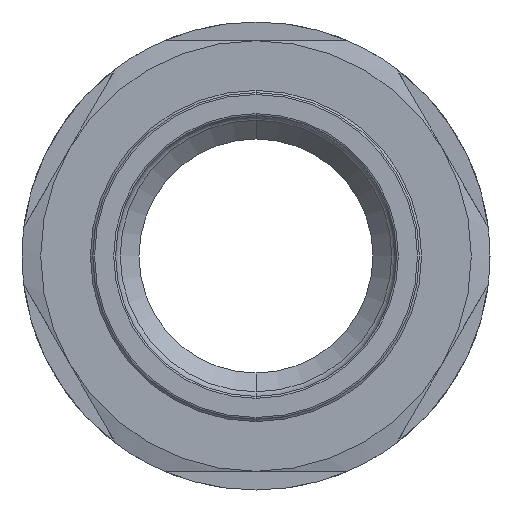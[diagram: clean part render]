
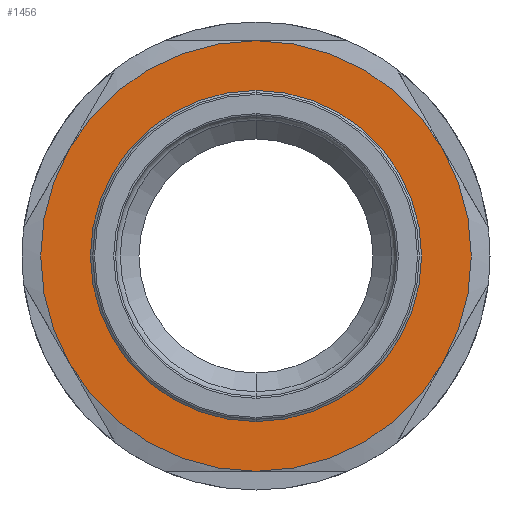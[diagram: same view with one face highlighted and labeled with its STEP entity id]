
A CAD part, front view. The second image highlights one B-rep face of the part: STEP entity #1456.
In plain terms, the highlighted planar face has unit normal (0, -1, 0).
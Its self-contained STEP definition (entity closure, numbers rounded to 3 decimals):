
#44 = DIRECTION ( 'NONE',  ( 0., 0., 1. ) ) ;
#240 = DIRECTION ( 'NONE',  ( 0., 0., -1. ) ) ;
#362 = ORIENTED_EDGE ( 'NONE', *, *, #5548, .T. ) ;
#416 = CIRCLE ( 'NONE', #5894, 17.688 ) ;
#688 = ORIENTED_EDGE ( 'NONE', *, *, #3248, .T. ) ;
#978 = VERTEX_POINT ( 'NONE', #3464 ) ;
#1456 = ADVANCED_FACE ( 'NONE', ( #13760, #6588 ), #7655, .T. ) ;
#1516 = DIRECTION ( 'NONE',  ( 0., 1., 0. ) ) ;
#1666 = ORIENTED_EDGE ( 'NONE', *, *, #7647, .F. ) ;
#1719 = AXIS2_PLACEMENT_3D ( 'NONE', #4510, #8504, #10710 ) ;
#1806 = DIRECTION ( 'NONE',  ( 0., 0., 1. ) ) ;
#2108 = VERTEX_POINT ( 'NONE', #15032 ) ;
#2426 = DIRECTION ( 'NONE',  ( 0., 1., 0. ) ) ;
#2515 = EDGE_CURVE ( 'NONE', #2900, #13931, #3834, .T. ) ;
#2585 = DIRECTION ( 'NONE',  ( 0., 0., -1. ) ) ;
#2786 = AXIS2_PLACEMENT_3D ( 'NONE', #5456, #12878, #6671 ) ;
#2900 = VERTEX_POINT ( 'NONE', #2968 ) ;
#2912 = DIRECTION ( 'NONE',  ( 0., 0., 1. ) ) ;
#2968 = CARTESIAN_POINT ( 'NONE',  ( -19.919, -26., 11.5 ) ) ;
#3026 = CARTESIAN_POINT ( 'NONE',  ( 0., -26., 0. ) ) ;
#3121 = EDGE_CURVE ( 'NONE', #13931, #978, #9015, .T. ) ;
#3248 = EDGE_CURVE ( 'NONE', #13326, #9463, #416, .T. ) ;
#3281 = AXIS2_PLACEMENT_3D ( 'NONE', #3026, #15593, #1806 ) ;
#3464 = CARTESIAN_POINT ( 'NONE',  ( 19.919, -26., 11.5 ) ) ;
#3595 = CARTESIAN_POINT ( 'NONE',  ( 0., -26., 17.688 ) ) ;
#3834 = CIRCLE ( 'NONE', #5919, 23. ) ;
#3900 = CARTESIAN_POINT ( 'NONE',  ( 0., -26., 0. ) ) ;
#4272 = ORIENTED_EDGE ( 'NONE', *, *, #7037, .F. ) ;
#4353 = AXIS2_PLACEMENT_3D ( 'NONE', #4883, #2426, #7414 ) ;
#4510 = CARTESIAN_POINT ( 'NONE',  ( 0., -26., 0. ) ) ;
#4524 = ORIENTED_EDGE ( 'NONE', *, *, #2515, .F. ) ;
#4883 = CARTESIAN_POINT ( 'NONE',  ( 0., -26., 0. ) ) ;
#5127 = VERTEX_POINT ( 'NONE', #12100 ) ;
#5456 = CARTESIAN_POINT ( 'NONE',  ( 0., -26., 0. ) ) ;
#5475 = ORIENTED_EDGE ( 'NONE', *, *, #10699, .F. ) ;
#5548 = EDGE_CURVE ( 'NONE', #9463, #13326, #7011, .T. ) ;
#5894 = AXIS2_PLACEMENT_3D ( 'NONE', #13623, #10037, #240 ) ;
#5895 = CIRCLE ( 'NONE', #1719, 23. ) ;
#5919 = AXIS2_PLACEMENT_3D ( 'NONE', #3900, #1516, #2912 ) ;
#5923 = CIRCLE ( 'NONE', #6963, 23. ) ;
#6328 = AXIS2_PLACEMENT_3D ( 'NONE', #11491, #11565, #2585 ) ;
#6393 = CARTESIAN_POINT ( 'NONE',  ( 0., -26., -17.688 ) ) ;
#6446 = CIRCLE ( 'NONE', #2786, 23. ) ;
#6588 = FACE_OUTER_BOUND ( 'NONE', #15144, .T. ) ;
#6671 = DIRECTION ( 'NONE',  ( 0., 0., 1. ) ) ;
#6963 = AXIS2_PLACEMENT_3D ( 'NONE', #13828, #11230, #44 ) ;
#7011 = CIRCLE ( 'NONE', #11708, 17.688 ) ;
#7037 = EDGE_CURVE ( 'NONE', #978, #11047, #5923, .T. ) ;
#7414 = DIRECTION ( 'NONE',  ( 0., 0., 1. ) ) ;
#7647 = EDGE_CURVE ( 'NONE', #11047, #2108, #14255, .T. ) ;
#7655 = PLANE ( 'NONE',  #6328 ) ;
#7773 = EDGE_CURVE ( 'NONE', #5127, #2900, #6446, .T. ) ;
#8504 = DIRECTION ( 'NONE',  ( 0., 1., 0. ) ) ;
#9015 = CIRCLE ( 'NONE', #3281, 23. ) ;
#9232 = EDGE_LOOP ( 'NONE', ( #688, #362 ) ) ;
#9463 = VERTEX_POINT ( 'NONE', #6393 ) ;
#9574 = ORIENTED_EDGE ( 'NONE', *, *, #7773, .F. ) ;
#10037 = DIRECTION ( 'NONE',  ( 0., 1., 0. ) ) ;
#10699 = EDGE_CURVE ( 'NONE', #2108, #5127, #5895, .T. ) ;
#10710 = DIRECTION ( 'NONE',  ( 0., 0., 1. ) ) ;
#10850 = CARTESIAN_POINT ( 'NONE',  ( 0., -26., 0. ) ) ;
#11047 = VERTEX_POINT ( 'NONE', #12163 ) ;
#11230 = DIRECTION ( 'NONE',  ( 0., 1., 0. ) ) ;
#11491 = CARTESIAN_POINT ( 'NONE',  ( 0., -26., 0. ) ) ;
#11565 = DIRECTION ( 'NONE',  ( 0., -1., 0. ) ) ;
#11677 = CARTESIAN_POINT ( 'NONE',  ( 0., -26., 23. ) ) ;
#11708 = AXIS2_PLACEMENT_3D ( 'NONE', #10850, #14523, #13218 ) ;
#12100 = CARTESIAN_POINT ( 'NONE',  ( -19.919, -26., -11.5 ) ) ;
#12163 = CARTESIAN_POINT ( 'NONE',  ( 19.919, -26., -11.5 ) ) ;
#12878 = DIRECTION ( 'NONE',  ( 0., 1., 0. ) ) ;
#13218 = DIRECTION ( 'NONE',  ( 0., 0., -1. ) ) ;
#13326 = VERTEX_POINT ( 'NONE', #3595 ) ;
#13623 = CARTESIAN_POINT ( 'NONE',  ( 0., -26., 0. ) ) ;
#13760 = FACE_BOUND ( 'NONE', #9232, .T. ) ;
#13828 = CARTESIAN_POINT ( 'NONE',  ( 0., -26., 0. ) ) ;
#13931 = VERTEX_POINT ( 'NONE', #11677 ) ;
#14220 = ORIENTED_EDGE ( 'NONE', *, *, #3121, .F. ) ;
#14255 = CIRCLE ( 'NONE', #4353, 23. ) ;
#14523 = DIRECTION ( 'NONE',  ( 0., 1., 0. ) ) ;
#15032 = CARTESIAN_POINT ( 'NONE',  ( 0., -26., -23. ) ) ;
#15144 = EDGE_LOOP ( 'NONE', ( #5475, #1666, #4272, #14220, #4524, #9574 ) ) ;
#15593 = DIRECTION ( 'NONE',  ( 0., 1., 0. ) ) ;
